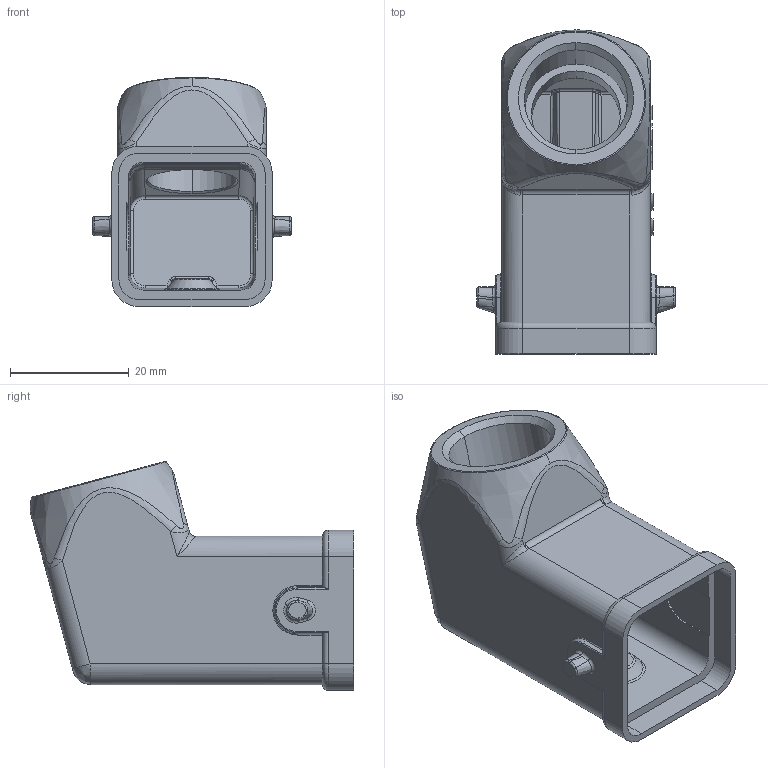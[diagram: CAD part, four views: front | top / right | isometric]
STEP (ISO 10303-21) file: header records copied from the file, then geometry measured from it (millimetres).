
FILE_DESCRIPTION(/* description */ (''),/* implementation_level */ '2;1');
FILE_NAME(/* name */ '3D_1106035101008_EMC.H3A-SE-2B-PG11_V1.0.stp',/* time_stamp */ '2024-01-23T13:46:26+08:00',/* author */ (''),/* organization */ (''),/* preprocessor_version */ 'ST-DEVELOPER v18.1',/* originating_system */ 'SIEMENS PLM Software NX 1980',/* authorisation */ '');
FILE_SCHEMA (('AUTOMOTIVE_DESIGN { 1 0 10303 214 3 1 1 1 }'));
Length unit declared in the file: millimetre
Products named in the file (1): 3D_1106035101002_EMC.H3A-SE-2B-M20_V1.1_stp
Bounding box: 33.4 x 54.53 x 38.57 mm (x, y, z)
Volume: 13653.5 mm3; surface area: 10936.5 mm2
Topology: 1 solids, 1 shells, 267 faces, 678 edges, 424 vertices
Faces by surface type: plane 95, cylinder 77, torus 43, bspline 34, cone 14, sphere 4
Entity records: 11303 total; most frequent: CARTESIAN_POINT 5369, ORIENTED_EDGE 1352, DIRECTION 1031, EDGE_CURVE 676, VERTEX_POINT 424, AXIS2_PLACEMENT_3D 361, LINE 309, VECTOR 309
